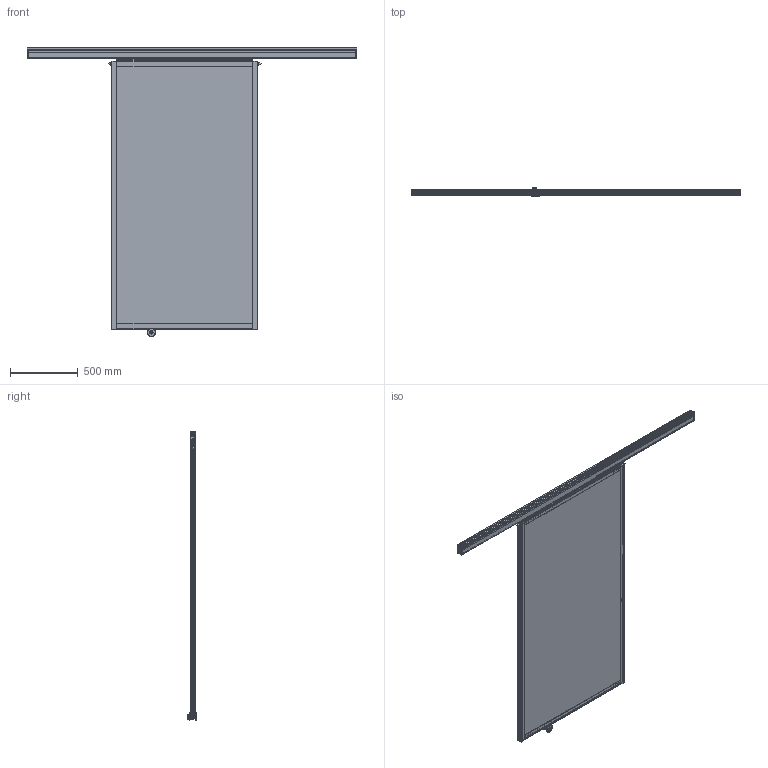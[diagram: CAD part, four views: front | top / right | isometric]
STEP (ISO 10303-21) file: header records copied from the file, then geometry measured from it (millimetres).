
FILE_DESCRIPTION((''),'2;1');
FILE_NAME('SZ8141N_A.stp','2013-09-05T08:01:02',('Janine Behrens'),(''),'Autodesk Inventor 2012','Autodesk Inventor 2012','');
FILE_SCHEMA(('AUTOMOTIVE_DESIGN { 1 0 10303 214 1 1 1 1 }'));
Length unit declared in the file: millimetre
Products named in the file (35): SZ8141N_A; SZ1602K_SZ8141N; SP6341N_SZ8141N; SP6341N_SZ8141N-2; SV1211V_A; ME1620011_A; DK0914080100_A; ME1616109_A; ME1616101_A; MK2402100_A; MK5100000_A; SZ0960S; SZ8044S_A; ME2410012_A; ME2410010_A; DIN 912  (Regelgewinde) - ersetzt durch DIN EN ISO 4762 M12 x 100; MK2300052_A; SV2052V_A; ME1630021_A_2; DIN 913  (Regelgewinde) M8 x 10; SP1021N_SZ8141N; SL9006N_1000; ME9340100280_1000; SL0159S_A; ME2409010_A; ME2110228_A; MK2300051_A; SL0150Z_A; ME2110491_A; DK0988101602P_A; DK0988101605P_A; SL0151E_A; ME2110492_A; ME1700100_A; SL8600S
Assembly tree (53 placements, depth 4):
  SZ8141N_A
    SZ1602K_SZ8141N
    SP6341N_SZ8141N  x2
    SP6341N_SZ8141N-2  x2
    SV1211V_A  x4
      ME1620011_A
      DK0914080100_A
      ME1616109_A
        ME1616101_A
        MK2402100_A
        MK5100000_A
    SZ0960S  x2
    SZ8044S_A
      ME2410012_A
      ME2410010_A  x2
      DIN 912  (Regelgewinde) - ersetzt durch DIN EN ISO 4762 M12 x 100
      MK2300052_A  x2
      SV2052V_A
        ME1630021_A_2
        DIN 913  (Regelgewinde) M8 x 10
    SP1021N_SZ8141N
    SL9006N_1000
      ME9340100280_1000
      SL0159S_A  x4
        ME2409010_A
        ME2110228_A
        MK2300051_A
      SL0150Z_A  x2
        ME2110491_A
        DK0988101602P_A
        DK0988101605P_A
      SL0151E_A  x2
        ME2110492_A
        ME1700100_A
        DK0988101602P_A
        DK0988101605P_A
    SL8600S  x2
Bounding box: 2428 x 67.7 x 2131.95 mm (x, y, z)
Volume: 16137983.9 mm3; surface area: 8481364.5 mm2
Topology: 85 solids, 85 shells, 1748 faces, 4509 edges, 2876 vertices
Faces by surface type: plane 694, cylinder 656, torus 203, cone 99, sphere 90, bspline 6
Full cylindrical faces by diameter (mm): 4 x2, 5 x4, 5.1 x4, 6 x2, 6.647 x2, 6.65 x4, 6.8 x10, 7.8 x4, 7.9 x4, 8 x10, 8.376 x2, 8.4 x2, 9 x4, 10 x14, 11.5 x1, 11.8 x4, 12 x34, 16 x12, 17.216 x20, 18 x3, 21 x2, 22.784 x20, 24 x17, 28 x20, 29.4 x1, 35 x8, 40 x1, 60 x2
Entity records: 25849 total; most frequent: CARTESIAN_POINT 5688, DIRECTION 4246, ORIENTED_EDGE 3780, EDGE_CURVE 1890, AXIS2_PLACEMENT_3D 1615, VERTEX_POINT 1306, VECTOR 1016, LINE 1016
